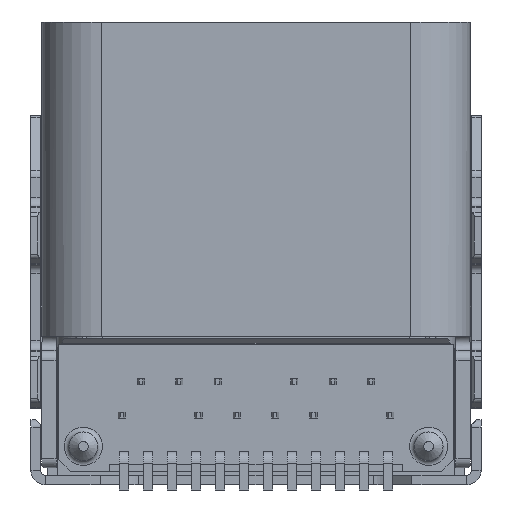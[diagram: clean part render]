
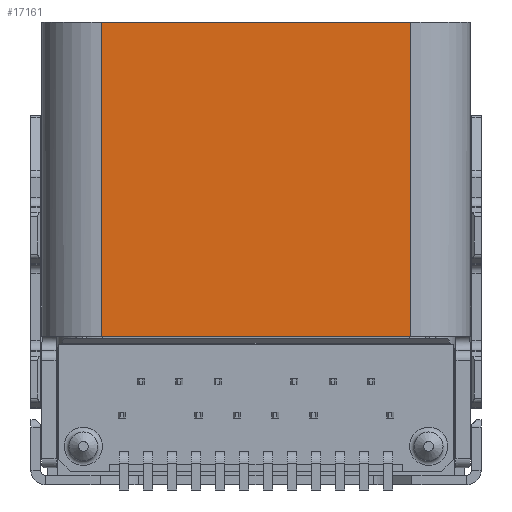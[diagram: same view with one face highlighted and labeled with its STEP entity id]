
A CAD part, front view. The second image highlights one B-rep face of the part: STEP entity #17161.
In plain terms, the highlighted planar face has unit normal (0, -1, 0).
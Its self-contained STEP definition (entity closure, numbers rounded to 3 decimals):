
#138=PLANE('',#18211);
#883=FACE_OUTER_BOUND('',#1847,.T.);
#1847=EDGE_LOOP('',(#11901,#11902,#11903,#11904));
#2998=LINE('',#25317,#4967);
#3000=LINE('',#25320,#4969);
#3001=LINE('',#25321,#4970);
#3002=LINE('',#25322,#4971);
#4967=VECTOR('',#20072,1000.);
#4969=VECTOR('',#20076,1000.);
#4970=VECTOR('',#20077,1000.);
#4971=VECTOR('',#20078,1000.);
#7529=VERTEX_POINT('',#25257);
#7545=VERTEX_POINT('',#25298);
#7551=VERTEX_POINT('',#25314);
#7552=VERTEX_POINT('',#25316);
#9249=EDGE_CURVE('',#7551,#7552,#2998,.T.);
#9251=EDGE_CURVE('',#7545,#7529,#3000,.T.);
#9252=EDGE_CURVE('',#7552,#7529,#3001,.T.);
#9253=EDGE_CURVE('',#7551,#7545,#3002,.T.);
#11901=ORIENTED_EDGE('',*,*,#9251,.T.);
#11902=ORIENTED_EDGE('',*,*,#9252,.F.);
#11903=ORIENTED_EDGE('',*,*,#9249,.F.);
#11904=ORIENTED_EDGE('',*,*,#9253,.T.);
#17161=ADVANCED_FACE('',(#883),#138,.F.);
#18211=AXIS2_PLACEMENT_3D('',#25319,#20074,#20075);
#20072=DIRECTION('',(1.,0.,0.));
#20074=DIRECTION('center_axis',(0.,1.,0.));
#20075=DIRECTION('ref_axis',(-1.,0.,0.));
#20076=DIRECTION('',(1.,0.,0.));
#20077=DIRECTION('',(0.,0.,-1.));
#20078=DIRECTION('',(0.,0.,-1.));
#25257=CARTESIAN_POINT('',(3.225,-1.57,-1.05));
#25298=CARTESIAN_POINT('',(-3.225,-1.57,-1.05));
#25314=CARTESIAN_POINT('',(-3.225,-1.57,5.5));
#25316=CARTESIAN_POINT('',(3.225,-1.57,5.5));
#25317=CARTESIAN_POINT('',(3.225,-1.57,5.5));
#25319=CARTESIAN_POINT('Origin',(3.225,-1.57,14.975));
#25320=CARTESIAN_POINT('',(3.225,-1.57,-1.05));
#25321=CARTESIAN_POINT('',(3.225,-1.57,14.975));
#25322=CARTESIAN_POINT('',(-3.225,-1.57,14.975));
